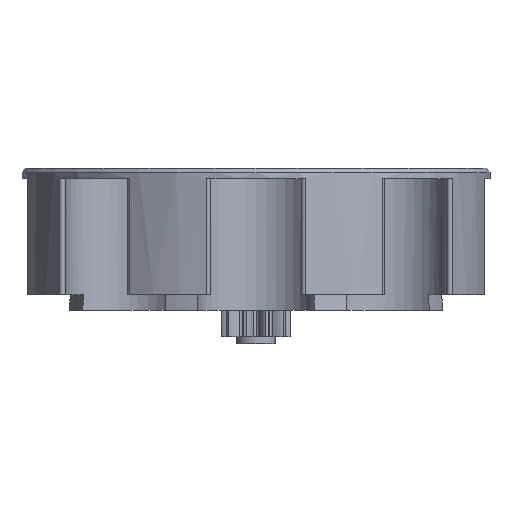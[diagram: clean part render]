
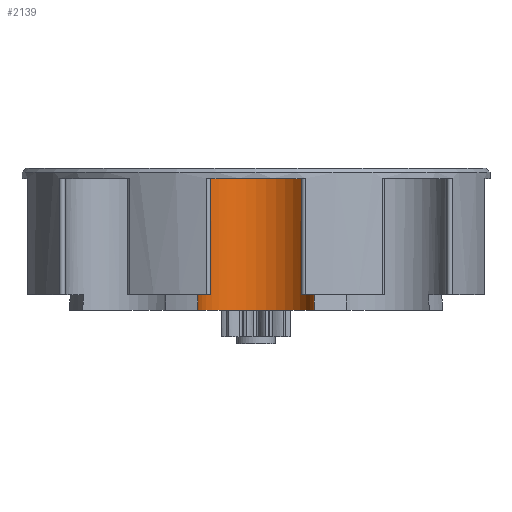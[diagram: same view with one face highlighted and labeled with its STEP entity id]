
A CAD part, front view. The second image highlights one B-rep face of the part: STEP entity #2139.
In plain terms, the highlighted cylindrical face has radius 9.652 mm (diameter 19.304 mm), a partial arc.
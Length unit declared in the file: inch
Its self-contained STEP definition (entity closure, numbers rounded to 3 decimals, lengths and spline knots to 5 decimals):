
#471 = CARTESIAN_POINT ( 'NONE',  ( 0.38, -1.22651, -0.067 ) ) ;
#499 = CARTESIAN_POINT ( 'NONE',  ( -0.38, -1.22651, -0.067 ) ) ;
#500 = CARTESIAN_POINT ( 'NONE',  ( -0.38, -1.22651, -0.825 ) ) ;
#501 = CARTESIAN_POINT ( 'NONE',  ( 0.37963, -1.20984, -0.825 ) ) ;
#502 = CARTESIAN_POINT ( 'NONE',  ( 0.37988, -1.21709, -0.925 ) ) ;
#510 = CARTESIAN_POINT ( 'NONE',  ( -0.37988, -1.21709, -0.925 ) ) ;
#512 = CARTESIAN_POINT ( 'NONE',  ( 0.38, -1.22651, -0.825 ) ) ;
#513 = CARTESIAN_POINT ( 'NONE',  ( -0.37963, -1.20984, -0.825 ) ) ;
#1989 = B_SPLINE_CURVE_WITH_KNOTS ( 'NONE', 3,
 ( #4937, #4932, #4933, #4938 ),
 .UNSPECIFIED., .F., .F.,
 ( 4, 4 ),
 ( 0., 0.00255 ),
 .UNSPECIFIED. ) ;
#1990 = B_SPLINE_CURVE_WITH_KNOTS ( 'NONE', 3,
 ( #4944, #4939, #4940, #4945 ),
 .UNSPECIFIED., .F., .F.,
 ( 4, 4 ),
 ( 0., 0.00255 ),
 .UNSPECIFIED. ) ;
#2139 = ADVANCED_FACE ( 'NONE', ( #4089 ), #4092, .F. ) ;
#2244 = EDGE_CURVE ( 'NONE', #2537, #2579, #4915, .T. ) ;
#2247 = EDGE_CURVE ( 'NONE', #2566, #2537, #4615, .T. ) ;
#2248 = EDGE_CURVE ( 'NONE', #2566, #2567, #4921, .T. ) ;
#2249 = EDGE_CURVE ( 'NONE', #2580, #2567, #4613, .T. ) ;
#2250 = EDGE_CURVE ( 'NONE', #2577, #2580, #1989, .T. ) ;
#2251 = EDGE_CURVE ( 'NONE', #2569, #2577, #4618, .T. ) ;
#2252 = EDGE_CURVE ( 'NONE', #2568, #2569, #1990, .T. ) ;
#2253 = EDGE_CURVE ( 'NONE', #2579, #2568, #4622, .T. ) ;
#2537 = VERTEX_POINT ( 'NONE', #471 ) ;
#2566 = VERTEX_POINT ( 'NONE', #499 ) ;
#2567 = VERTEX_POINT ( 'NONE', #500 ) ;
#2568 = VERTEX_POINT ( 'NONE', #501 ) ;
#2569 = VERTEX_POINT ( 'NONE', #502 ) ;
#2577 = VERTEX_POINT ( 'NONE', #510 ) ;
#2579 = VERTEX_POINT ( 'NONE', #512 ) ;
#2580 = VERTEX_POINT ( 'NONE', #513 ) ;
#2972 = ORIENTED_EDGE ( 'NONE', *, *, #2244, .F. ) ;
#2973 = ORIENTED_EDGE ( 'NONE', *, *, #2247, .F. ) ;
#2974 = ORIENTED_EDGE ( 'NONE', *, *, #2248, .T. ) ;
#2975 = ORIENTED_EDGE ( 'NONE', *, *, #2249, .F. ) ;
#2976 = ORIENTED_EDGE ( 'NONE', *, *, #2250, .F. ) ;
#2977 = ORIENTED_EDGE ( 'NONE', *, *, #2251, .F. ) ;
#2978 = ORIENTED_EDGE ( 'NONE', *, *, #2252, .F. ) ;
#2979 = ORIENTED_EDGE ( 'NONE', *, *, #2253, .F. ) ;
#3037 = EDGE_LOOP ( 'NONE', ( #2972, #2973, #2974, #2975, #2976, #2977, #2978, #2979 ) ) ;
#4086 = DIRECTION ( 'NONE',  ( 0., 0., -1. ) ) ;
#4089 = FACE_OUTER_BOUND ( 'NONE', #3037, .T. ) ;
#4090 = CARTESIAN_POINT ( 'NONE',  ( 0., -1.22651, -0.067 ) ) ;
#4092 = CYLINDRICAL_SURFACE ( 'NONE', #4504, 0.38 ) ;
#4093 = DIRECTION ( 'NONE',  ( -1., 0., 0. ) ) ;
#4504 = AXIS2_PLACEMENT_3D ( 'NONE', #4090, #4086, #4093 ) ;
#4609 = VECTOR ( 'NONE', #4920, 39.37008 ) ;
#4613 = CIRCLE ( 'NONE', #4620, 0.38 ) ;
#4615 = CIRCLE ( 'NONE', #4617, 0.38 ) ;
#4616 = VECTOR ( 'NONE', #4931, 39.37008 ) ;
#4617 = AXIS2_PLACEMENT_3D ( 'NONE', #4928, #4929, #4930 ) ;
#4618 = CIRCLE ( 'NONE', #4621, 0.38 ) ;
#4620 = AXIS2_PLACEMENT_3D ( 'NONE', #4934, #4935, #4936 ) ;
#4621 = AXIS2_PLACEMENT_3D ( 'NONE', #4941, #4942, #4943 ) ;
#4622 = CIRCLE ( 'NONE', #4623, 0.38 ) ;
#4623 = AXIS2_PLACEMENT_3D ( 'NONE', #4948, #4949, #4950 ) ;
#4911 = CARTESIAN_POINT ( 'NONE',  ( 0.38, -1.22651, -0.067 ) ) ;
#4915 = LINE ( 'NONE', #4911, #4609 ) ;
#4920 = DIRECTION ( 'NONE',  ( 0., 0., -1. ) ) ;
#4921 = LINE ( 'NONE', #4922, #4616 ) ;
#4922 = CARTESIAN_POINT ( 'NONE',  ( -0.38, -1.22651, -0.067 ) ) ;
#4928 = CARTESIAN_POINT ( 'NONE',  ( 0., -1.22651, -0.067 ) ) ;
#4929 = DIRECTION ( 'NONE',  ( 0., 0., -1. ) ) ;
#4930 = DIRECTION ( 'NONE',  ( -1., 0., 0. ) ) ;
#4931 = DIRECTION ( 'NONE',  ( 0., 0., -1. ) ) ;
#4932 = CARTESIAN_POINT ( 'NONE',  ( -0.37982, -1.21467, -0.89167 ) ) ;
#4933 = CARTESIAN_POINT ( 'NONE',  ( -0.37974, -1.21225, -0.85833 ) ) ;
#4934 = CARTESIAN_POINT ( 'NONE',  ( 0., -1.22651, -0.825 ) ) ;
#4935 = DIRECTION ( 'NONE',  ( 0., 0., 1. ) ) ;
#4936 = DIRECTION ( 'NONE',  ( -1., 0., 0. ) ) ;
#4937 = CARTESIAN_POINT ( 'NONE',  ( -0.37988, -1.21709, -0.925 ) ) ;
#4938 = CARTESIAN_POINT ( 'NONE',  ( -0.37963, -1.20984, -0.825 ) ) ;
#4939 = CARTESIAN_POINT ( 'NONE',  ( 0.37974, -1.21225, -0.85833 ) ) ;
#4940 = CARTESIAN_POINT ( 'NONE',  ( 0.37982, -1.21467, -0.89167 ) ) ;
#4941 = CARTESIAN_POINT ( 'NONE',  ( 0., -1.22651, -0.925 ) ) ;
#4942 = DIRECTION ( 'NONE',  ( 0., 0., 1. ) ) ;
#4943 = DIRECTION ( 'NONE',  ( 1., 0., 0. ) ) ;
#4944 = CARTESIAN_POINT ( 'NONE',  ( 0.37963, -1.20984, -0.825 ) ) ;
#4945 = CARTESIAN_POINT ( 'NONE',  ( 0.37988, -1.21709, -0.925 ) ) ;
#4948 = CARTESIAN_POINT ( 'NONE',  ( 0., -1.22651, -0.825 ) ) ;
#4949 = DIRECTION ( 'NONE',  ( 0., 0., 1. ) ) ;
#4950 = DIRECTION ( 'NONE',  ( -1., 0., 0. ) ) ;
